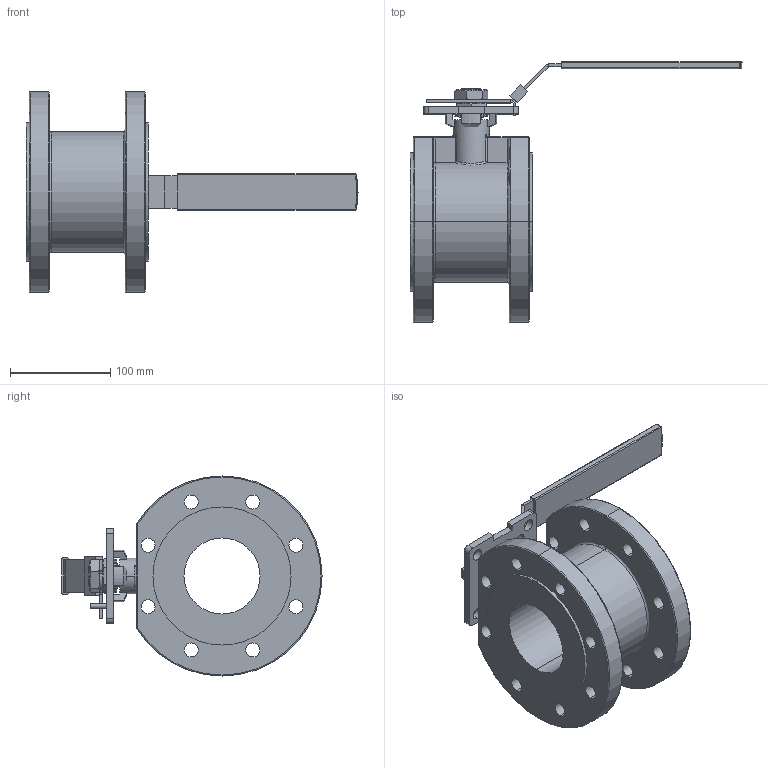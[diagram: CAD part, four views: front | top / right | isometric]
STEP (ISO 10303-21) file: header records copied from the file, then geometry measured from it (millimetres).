
FILE_DESCRIPTION (( 'STEP AP203' ), '1' );
FILE_NAME ('MD-57D-PN16-DN80.STEP', '2019-11-11T03:10:01', ( '' ), ( '' ), 'SwSTEP 2.0', 'SolidWorks 2012', '' );
FILE_SCHEMA (( 'CONFIG_CONTROL_DESIGN' ));
Length unit declared in the file: millimetre
Products named in the file (5): MD-57D-PN16-DN80; Hexagon Thin Nut ISO 4035 - M20 - N_Hexagon Thin Nut ISO 4035 - M20 - N; MD-57-HANDLE_267L; MD-27-DN65-TAB WASHER; MD-57D-PN16-BODY_DN80
Assembly tree (5 placements, depth 2):
  MD-57D-PN16-DN80
    MD-57D-PN16-BODY_DN80
    MD-27-DN65-TAB WASHER
    MD-57-HANDLE_267L
    Hexagon Thin Nut ISO 4035 - M20 - N_Hexagon Thin Nut ISO 4035 - M20 - N  x2
Bounding box: 331.85 x 260 x 200 mm (x, y, z)
Volume: 1760823.8 mm3; surface area: 245989.3 mm2
Topology: 7 solids, 7 shells, 349 faces, 887 edges, 534 vertices
Faces by surface type: cylinder 132, plane 116, cone 52, torus 27, sphere 12, bspline 10
Entity records: 11049 total; most frequent: CARTESIAN_POINT 2536, DIRECTION 1742, ORIENTED_EDGE 1622, EDGE_CURVE 811, AXIS2_PLACEMENT_3D 668, VERTEX_POINT 500, VECTOR 406, LINE 406
